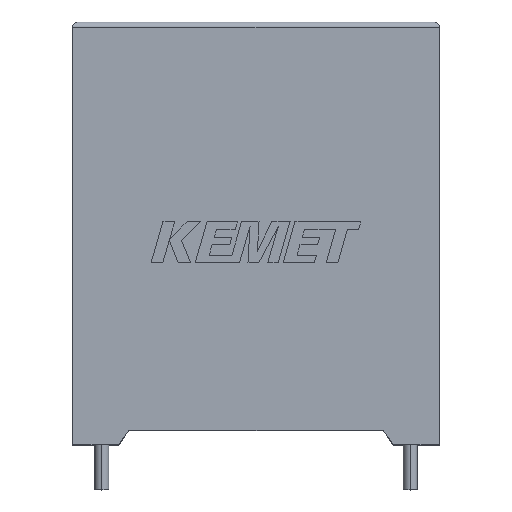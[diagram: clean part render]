
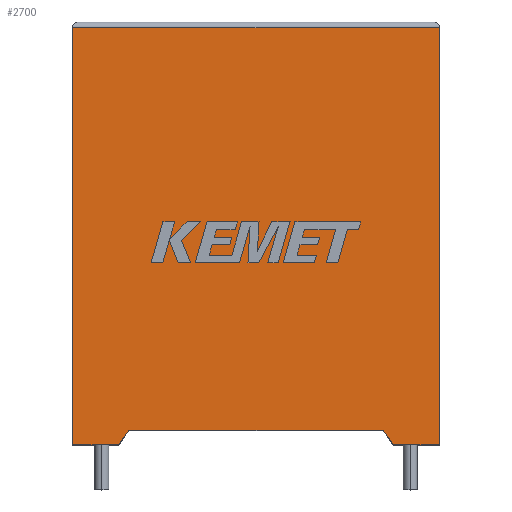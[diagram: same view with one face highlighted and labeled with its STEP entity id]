
A CAD part, top view. The second image highlights one B-rep face of the part: STEP entity #2700.
In plain terms, the highlighted planar face has unit normal (0, 0, 1).
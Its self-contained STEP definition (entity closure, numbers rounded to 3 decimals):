
#83 = EDGE_CURVE ( 'NONE', #1198, #2989, #2586, .T. ) ;
#155 = DIRECTION ( 'NONE',  ( -1., 0., 0. ) ) ;
#197 = ORIENTED_EDGE ( 'NONE', *, *, #309, .T. ) ;
#204 = VERTEX_POINT ( 'NONE', #899 ) ;
#247 = PLANE ( 'NONE',  #1861 ) ;
#259 = CARTESIAN_POINT ( 'NONE',  ( 0., 37.2, 22.7 ) ) ;
#272 = CARTESIAN_POINT ( 'NONE',  ( 5.008, 1.3, 22.7 ) ) ;
#309 = EDGE_CURVE ( 'NONE', #2556, #1198, #2619, .T. ) ;
#341 = VERTEX_POINT ( 'NONE', #718 ) ;
#376 = CARTESIAN_POINT ( 'NONE',  ( 28.6, 0., 22.7 ) ) ;
#419 = CARTESIAN_POINT ( 'NONE',  ( 32.7, 0., 22.7 ) ) ;
#423 = VERTEX_POINT ( 'NONE', #1443 ) ;
#467 = CARTESIAN_POINT ( 'NONE',  ( 0., 37.2, 22.7 ) ) ;
#491 = DIRECTION ( 'NONE',  ( 0., 0., -1. ) ) ;
#496 = EDGE_CURVE ( 'NONE', #2361, #341, #2878, .T. ) ;
#507 = LINE ( 'NONE', #376, #2827 ) ;
#538 = FACE_OUTER_BOUND ( 'NONE', #1067, .T. ) ;
#628 = CARTESIAN_POINT ( 'NONE',  ( 32.7, 0., 22.7 ) ) ;
#647 = CARTESIAN_POINT ( 'NONE',  ( 16.35, 1.3, 22.7 ) ) ;
#718 = CARTESIAN_POINT ( 'NONE',  ( 4.1, 0., 22.7 ) ) ;
#899 = CARTESIAN_POINT ( 'NONE',  ( 0., 0., 22.7 ) ) ;
#913 = ORIENTED_EDGE ( 'NONE', *, *, #496, .F. ) ;
#925 = CARTESIAN_POINT ( 'NONE',  ( 28.6, 0., 22.7 ) ) ;
#979 = ORIENTED_EDGE ( 'NONE', *, *, #1821, .F. ) ;
#1067 = EDGE_LOOP ( 'NONE', ( #197, #1694, #1895, #2972, #913, #979, #2868, #1396 ) ) ;
#1071 = LINE ( 'NONE', #2188, #2792 ) ;
#1086 = CARTESIAN_POINT ( 'NONE',  ( 4.1, 0., 22.7 ) ) ;
#1095 = EDGE_CURVE ( 'NONE', #204, #341, #2421, .T. ) ;
#1135 = CARTESIAN_POINT ( 'NONE',  ( 0., 0., 22.7 ) ) ;
#1198 = VERTEX_POINT ( 'NONE', #2034 ) ;
#1320 = VECTOR ( 'NONE', #1814, 1000. ) ;
#1326 = DIRECTION ( 'NONE',  ( -0.573, -0.82, 0. ) ) ;
#1327 = DIRECTION ( 'NONE',  ( 0., -1., 0. ) ) ;
#1396 = ORIENTED_EDGE ( 'NONE', *, *, #2288, .T. ) ;
#1400 = DIRECTION ( 'NONE',  ( -1., 0., 0. ) ) ;
#1443 = CARTESIAN_POINT ( 'NONE',  ( 27.692, 1.3, 22.7 ) ) ;
#1587 = VECTOR ( 'NONE', #155, 1000. ) ;
#1694 = ORIENTED_EDGE ( 'NONE', *, *, #83, .T. ) ;
#1756 = LINE ( 'NONE', #647, #1587 ) ;
#1814 = DIRECTION ( 'NONE',  ( 1., 0., 0. ) ) ;
#1821 = EDGE_CURVE ( 'NONE', #423, #2361, #1756, .T. ) ;
#1861 = AXIS2_PLACEMENT_3D ( 'NONE', #2108, #491, #2606 ) ;
#1895 = ORIENTED_EDGE ( 'NONE', *, *, #2856, .T. ) ;
#1924 = VECTOR ( 'NONE', #1400, 1000. ) ;
#1962 = LINE ( 'NONE', #1135, #1320 ) ;
#1965 = EDGE_CURVE ( 'NONE', #423, #2224, #507, .T. ) ;
#1982 = CARTESIAN_POINT ( 'NONE',  ( 0., 0., 22.7 ) ) ;
#2034 = CARTESIAN_POINT ( 'NONE',  ( 32.7, 37.2, 22.7 ) ) ;
#2108 = CARTESIAN_POINT ( 'NONE',  ( 0., 0., 22.7 ) ) ;
#2188 = CARTESIAN_POINT ( 'NONE',  ( 0., 0., 22.7 ) ) ;
#2224 = VERTEX_POINT ( 'NONE', #925 ) ;
#2227 = VECTOR ( 'NONE', #1326, 1000. ) ;
#2239 = DIRECTION ( 'NONE',  ( 1., 0., 0. ) ) ;
#2288 = EDGE_CURVE ( 'NONE', #2224, #2556, #1962, .T. ) ;
#2361 = VERTEX_POINT ( 'NONE', #272 ) ;
#2421 = LINE ( 'NONE', #1982, #2984 ) ;
#2556 = VERTEX_POINT ( 'NONE', #419 ) ;
#2586 = LINE ( 'NONE', #259, #1924 ) ;
#2606 = DIRECTION ( 'NONE',  ( -1., 0., 0. ) ) ;
#2619 = LINE ( 'NONE', #628, #2808 ) ;
#2700 = ADVANCED_FACE ( 'NONE', ( #538 ), #247, .F. ) ;
#2744 = DIRECTION ( 'NONE',  ( 0.573, -0.82, 0. ) ) ;
#2783 = DIRECTION ( 'NONE',  ( 0., 1., 0. ) ) ;
#2792 = VECTOR ( 'NONE', #1327, 1000. ) ;
#2808 = VECTOR ( 'NONE', #2783, 1000. ) ;
#2827 = VECTOR ( 'NONE', #2744, 1000. ) ;
#2856 = EDGE_CURVE ( 'NONE', #2989, #204, #1071, .T. ) ;
#2868 = ORIENTED_EDGE ( 'NONE', *, *, #1965, .T. ) ;
#2878 = LINE ( 'NONE', #1086, #2227 ) ;
#2972 = ORIENTED_EDGE ( 'NONE', *, *, #1095, .T. ) ;
#2984 = VECTOR ( 'NONE', #2239, 1000. ) ;
#2989 = VERTEX_POINT ( 'NONE', #467 ) ;
